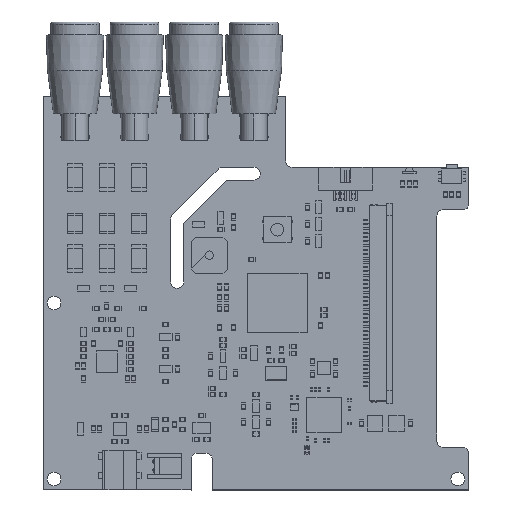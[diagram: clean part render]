
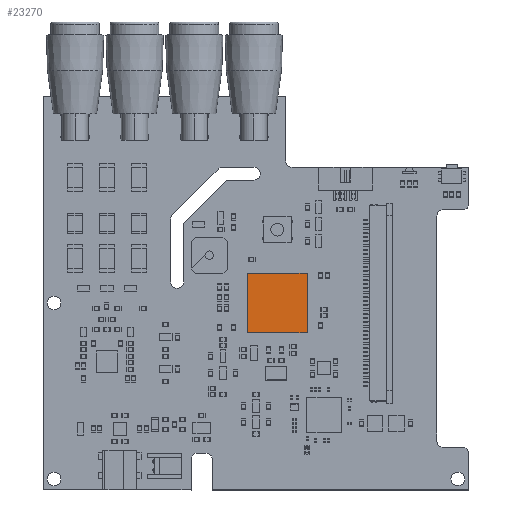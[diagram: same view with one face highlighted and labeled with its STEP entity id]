
A CAD part, top view. The second image highlights one B-rep face of the part: STEP entity #23270.
In plain terms, the highlighted planar face has unit normal (0, 0, 1).
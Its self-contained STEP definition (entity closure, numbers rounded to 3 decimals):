
#22956 = VERTEX_POINT('',#22957);
#22957 = CARTESIAN_POINT('',(7.,-7.,1.55));
#22964 = PLANE('',#22965);
#22965 = AXIS2_PLACEMENT_3D('',#22966,#22967,#22968);
#22966 = CARTESIAN_POINT('',(7.,-7.,0.));
#22967 = DIRECTION('',(-1.,0.,0.));
#22968 = DIRECTION('',(0.,1.,0.));
#22976 = PLANE('',#22977);
#22977 = AXIS2_PLACEMENT_3D('',#22978,#22979,#22980);
#22978 = CARTESIAN_POINT('',(-7.,-7.,0.));
#22979 = DIRECTION('',(0.,1.,0.));
#22980 = DIRECTION('',(1.,0.,0.));
#22988 = EDGE_CURVE('',#22956,#22989,#22991,.T.);
#22989 = VERTEX_POINT('',#22990);
#22990 = CARTESIAN_POINT('',(7.,7.,1.55));
#22991 = SURFACE_CURVE('',#22992,(#22996,#23003),.PCURVE_S1.);
#22992 = LINE('',#22993,#22994);
#22993 = CARTESIAN_POINT('',(7.,-7.,1.55));
#22994 = VECTOR('',#22995,1.);
#22995 = DIRECTION('',(0.,1.,0.));
#22996 = PCURVE('',#22964,#22997);
#22997 = DEFINITIONAL_REPRESENTATION('',(#22998),#23002);
#22998 = LINE('',#22999,#23000);
#22999 = CARTESIAN_POINT('',(0.,-1.55));
#23000 = VECTOR('',#23001,1.);
#23001 = DIRECTION('',(1.,0.));
#23002 = ( GEOMETRIC_REPRESENTATION_CONTEXT(2) 
PARAMETRIC_REPRESENTATION_CONTEXT() REPRESENTATION_CONTEXT('2D SPACE',''
  ) );
#23003 = PCURVE('',#23004,#23009);
#23004 = PLANE('',#23005);
#23005 = AXIS2_PLACEMENT_3D('',#23006,#23007,#23008);
#23006 = CARTESIAN_POINT('',(7.,-7.,1.55));
#23007 = DIRECTION('',(0.,0.,-1.));
#23008 = DIRECTION('',(-1.,0.,0.));
#23009 = DEFINITIONAL_REPRESENTATION('',(#23010),#23014);
#23010 = LINE('',#23011,#23012);
#23011 = CARTESIAN_POINT('',(0.,0.));
#23012 = VECTOR('',#23013,1.);
#23013 = DIRECTION('',(0.,1.));
#23014 = ( GEOMETRIC_REPRESENTATION_CONTEXT(2) 
PARAMETRIC_REPRESENTATION_CONTEXT() REPRESENTATION_CONTEXT('2D SPACE',''
  ) );
#23032 = PLANE('',#23033);
#23033 = AXIS2_PLACEMENT_3D('',#23034,#23035,#23036);
#23034 = CARTESIAN_POINT('',(7.,7.,0.));
#23035 = DIRECTION('',(0.,-1.,0.));
#23036 = DIRECTION('',(-1.,0.,0.));
#23074 = EDGE_CURVE('',#22989,#23075,#23077,.T.);
#23075 = VERTEX_POINT('',#23076);
#23076 = CARTESIAN_POINT('',(-7.,7.,1.55));
#23077 = SURFACE_CURVE('',#23078,(#23082,#23089),.PCURVE_S1.);
#23078 = LINE('',#23079,#23080);
#23079 = CARTESIAN_POINT('',(7.,7.,1.55));
#23080 = VECTOR('',#23081,1.);
#23081 = DIRECTION('',(-1.,0.,0.));
#23082 = PCURVE('',#23032,#23083);
#23083 = DEFINITIONAL_REPRESENTATION('',(#23084),#23088);
#23084 = LINE('',#23085,#23086);
#23085 = CARTESIAN_POINT('',(0.,-1.55));
#23086 = VECTOR('',#23087,1.);
#23087 = DIRECTION('',(1.,0.));
#23088 = ( GEOMETRIC_REPRESENTATION_CONTEXT(2) 
PARAMETRIC_REPRESENTATION_CONTEXT() REPRESENTATION_CONTEXT('2D SPACE',''
  ) );
#23089 = PCURVE('',#23004,#23090);
#23090 = DEFINITIONAL_REPRESENTATION('',(#23091),#23095);
#23091 = LINE('',#23092,#23093);
#23092 = CARTESIAN_POINT('',(0.,14.));
#23093 = VECTOR('',#23094,1.);
#23094 = DIRECTION('',(1.,0.));
#23095 = ( GEOMETRIC_REPRESENTATION_CONTEXT(2) 
PARAMETRIC_REPRESENTATION_CONTEXT() REPRESENTATION_CONTEXT('2D SPACE',''
  ) );
#23113 = PLANE('',#23114);
#23114 = AXIS2_PLACEMENT_3D('',#23115,#23116,#23117);
#23115 = CARTESIAN_POINT('',(-7.,7.,0.));
#23116 = DIRECTION('',(1.,0.,0.));
#23117 = DIRECTION('',(0.,-1.,0.));
#23150 = EDGE_CURVE('',#23075,#23151,#23153,.T.);
#23151 = VERTEX_POINT('',#23152);
#23152 = CARTESIAN_POINT('',(-7.,-7.,1.55));
#23153 = SURFACE_CURVE('',#23154,(#23158,#23165),.PCURVE_S1.);
#23154 = LINE('',#23155,#23156);
#23155 = CARTESIAN_POINT('',(-7.,7.,1.55));
#23156 = VECTOR('',#23157,1.);
#23157 = DIRECTION('',(0.,-1.,0.));
#23158 = PCURVE('',#23113,#23159);
#23159 = DEFINITIONAL_REPRESENTATION('',(#23160),#23164);
#23160 = LINE('',#23161,#23162);
#23161 = CARTESIAN_POINT('',(0.,-1.55));
#23162 = VECTOR('',#23163,1.);
#23163 = DIRECTION('',(1.,0.));
#23164 = ( GEOMETRIC_REPRESENTATION_CONTEXT(2) 
PARAMETRIC_REPRESENTATION_CONTEXT() REPRESENTATION_CONTEXT('2D SPACE',''
  ) );
#23165 = PCURVE('',#23004,#23166);
#23166 = DEFINITIONAL_REPRESENTATION('',(#23167),#23171);
#23167 = LINE('',#23168,#23169);
#23168 = CARTESIAN_POINT('',(14.,14.));
#23169 = VECTOR('',#23170,1.);
#23170 = DIRECTION('',(0.,-1.));
#23171 = ( GEOMETRIC_REPRESENTATION_CONTEXT(2) 
PARAMETRIC_REPRESENTATION_CONTEXT() REPRESENTATION_CONTEXT('2D SPACE',''
  ) );
#23221 = EDGE_CURVE('',#23151,#22956,#23222,.T.);
#23222 = SURFACE_CURVE('',#23223,(#23227,#23234),.PCURVE_S1.);
#23223 = LINE('',#23224,#23225);
#23224 = CARTESIAN_POINT('',(-7.,-7.,1.55));
#23225 = VECTOR('',#23226,1.);
#23226 = DIRECTION('',(1.,0.,0.));
#23227 = PCURVE('',#22976,#23228);
#23228 = DEFINITIONAL_REPRESENTATION('',(#23229),#23233);
#23229 = LINE('',#23230,#23231);
#23230 = CARTESIAN_POINT('',(0.,-1.55));
#23231 = VECTOR('',#23232,1.);
#23232 = DIRECTION('',(1.,0.));
#23233 = ( GEOMETRIC_REPRESENTATION_CONTEXT(2) 
PARAMETRIC_REPRESENTATION_CONTEXT() REPRESENTATION_CONTEXT('2D SPACE',''
  ) );
#23234 = PCURVE('',#23004,#23235);
#23235 = DEFINITIONAL_REPRESENTATION('',(#23236),#23240);
#23236 = LINE('',#23237,#23238);
#23237 = CARTESIAN_POINT('',(14.,0.));
#23238 = VECTOR('',#23239,1.);
#23239 = DIRECTION('',(-1.,0.));
#23240 = ( GEOMETRIC_REPRESENTATION_CONTEXT(2) 
PARAMETRIC_REPRESENTATION_CONTEXT() REPRESENTATION_CONTEXT('2D SPACE',''
  ) );
#23270 = ADVANCED_FACE('',(#23271),#23004,.F.);
#23271 = FACE_BOUND('',#23272,.T.);
#23272 = EDGE_LOOP('',(#23273,#23274,#23275,#23276));
#23273 = ORIENTED_EDGE('',*,*,#22988,.T.);
#23274 = ORIENTED_EDGE('',*,*,#23074,.T.);
#23275 = ORIENTED_EDGE('',*,*,#23150,.T.);
#23276 = ORIENTED_EDGE('',*,*,#23221,.T.);
